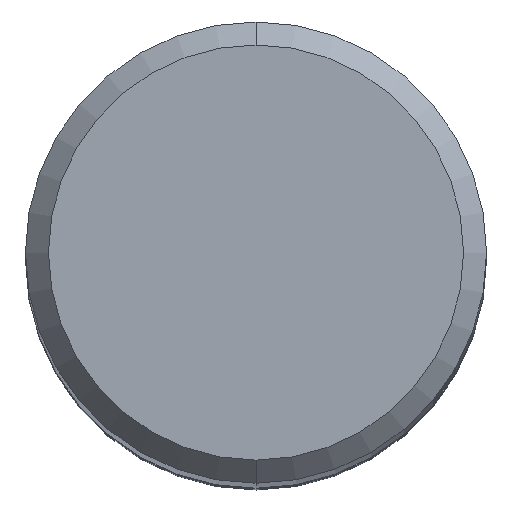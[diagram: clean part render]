
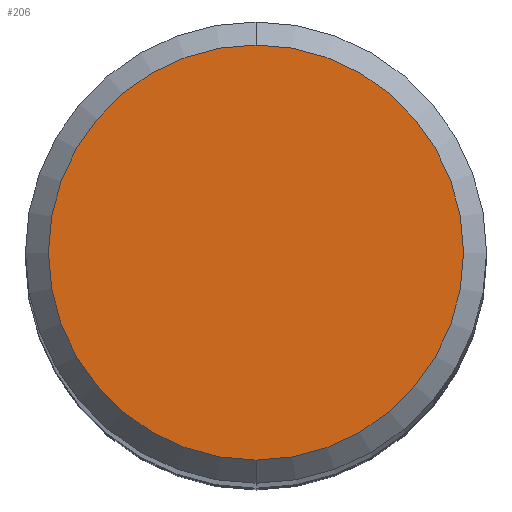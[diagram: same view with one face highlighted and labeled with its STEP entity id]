
A CAD part, top view. The second image highlights one B-rep face of the part: STEP entity #206.
In plain terms, the highlighted planar face has unit normal (0, 0, 1).
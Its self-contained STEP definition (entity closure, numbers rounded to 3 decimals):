
#206=ADVANCED_FACE('',(#540),#541,.T.);
#282=VERTEX_POINT('',#625);
#334=EDGE_CURVE('',#422,#282,#680,.T.);
#422=VERTEX_POINT('',#776);
#482=EDGE_CURVE('',#282,#422,#843,.T.);
#540=FACE_OUTER_BOUND('',#898,.T.);
#541=PLANE('',#899);
#625=CARTESIAN_POINT('',(0.,-3.6,0.0));
#680=CIRCLE('',#1128,3.6);
#776=CARTESIAN_POINT('',(0.0,3.6,0.0));
#843=CIRCLE('',#1523,3.6);
#898=EDGE_LOOP('',(#1579,#1580));
#899=AXIS2_PLACEMENT_3D('',#1581,#1582,#1583);
#1128=AXIS2_PLACEMENT_3D('',#1735,#1736,#1737);
#1523=AXIS2_PLACEMENT_3D('',#1897,#1898,#1899);
#1579=ORIENTED_EDGE('',*,*,#334,.F.);
#1580=ORIENTED_EDGE('',*,*,#482,.F.);
#1581=CARTESIAN_POINT('',(0.0,1.8,0.0));
#1582=DIRECTION('',(-0.0,0.0,1.0));
#1583=DIRECTION('',(0.0,-1.0,0.0));
#1735=CARTESIAN_POINT('',(0.0,0.0,0.0));
#1736=DIRECTION('',(0.0,0.0,-1.0));
#1737=DIRECTION('',(0.0,1.0,0.0));
#1897=CARTESIAN_POINT('',(0.0,0.0,0.0));
#1898=DIRECTION('',(0.0,0.0,-1.0));
#1899=DIRECTION('',(0.0,1.0,0.0));
